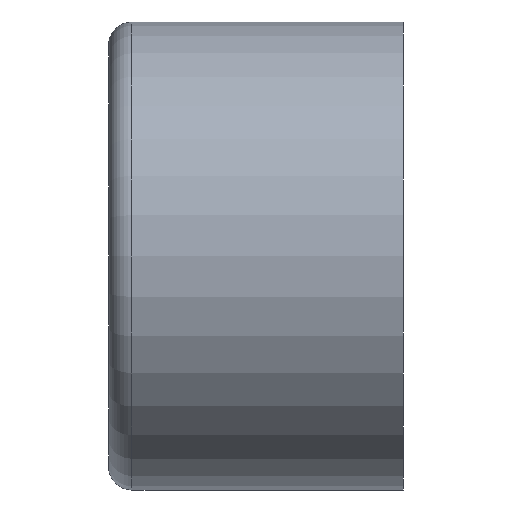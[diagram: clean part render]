
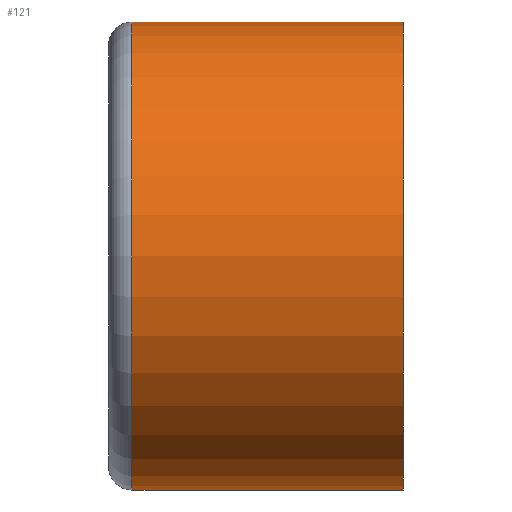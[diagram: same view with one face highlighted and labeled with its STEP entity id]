
A CAD part, front view. The second image highlights one B-rep face of the part: STEP entity #121.
In plain terms, the highlighted cylindrical face has radius 50 mm (diameter 100 mm), a partial arc.
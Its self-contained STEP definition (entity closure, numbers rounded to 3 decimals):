
#16 = CARTESIAN_POINT ( 'NONE',  ( 55., 0., 0. ) ) ;
#17 = CIRCLE ( 'NONE', #72, 50. ) ;
#22 = CARTESIAN_POINT ( 'NONE',  ( -3., 0., 0. ) ) ;
#32 = VERTEX_POINT ( 'NONE', #390 ) ;
#49 = AXIS2_PLACEMENT_3D ( 'NONE', #16, #116, #153 ) ;
#67 = ORIENTED_EDGE ( 'NONE', *, *, #414, .F. ) ;
#68 = DIRECTION ( 'NONE',  ( 1., 0., 0. ) ) ;
#72 = AXIS2_PLACEMENT_3D ( 'NONE', #113, #68, #259 ) ;
#84 = CARTESIAN_POINT ( 'NONE',  ( 55., 0., 50. ) ) ;
#111 = DIRECTION ( 'NONE',  ( 0., 0., 1. ) ) ;
#113 = CARTESIAN_POINT ( 'NONE',  ( 55., 0., 0. ) ) ;
#116 = DIRECTION ( 'NONE',  ( -1., 0., 0. ) ) ;
#119 = VECTOR ( 'NONE', #364, 1000. ) ;
#121 = ADVANCED_FACE ( 'NONE', ( #205 ), #269, .T. ) ;
#127 = VERTEX_POINT ( 'NONE', #408 ) ;
#149 = CIRCLE ( 'NONE', #225, 50. ) ;
#153 = DIRECTION ( 'NONE',  ( 0., 0., 1. ) ) ;
#160 = ORIENTED_EDGE ( 'NONE', *, *, #404, .F. ) ;
#164 = VECTOR ( 'NONE', #403, 1000. ) ;
#173 = DIRECTION ( 'NONE',  ( 1., 0., 0. ) ) ;
#205 = FACE_OUTER_BOUND ( 'NONE', #289, .T. ) ;
#225 = AXIS2_PLACEMENT_3D ( 'NONE', #22, #173, #111 ) ;
#227 = LINE ( 'NONE', #401, #164 ) ;
#235 = CARTESIAN_POINT ( 'NONE',  ( -3., 0., -50. ) ) ;
#242 = EDGE_CURVE ( 'NONE', #32, #127, #372, .T. ) ;
#259 = DIRECTION ( 'NONE',  ( 0., 0., -1. ) ) ;
#262 = EDGE_CURVE ( 'NONE', #127, #287, #149, .T. ) ;
#269 = CYLINDRICAL_SURFACE ( 'NONE', #49, 50. ) ;
#281 = ORIENTED_EDGE ( 'NONE', *, *, #262, .T. ) ;
#287 = VERTEX_POINT ( 'NONE', #235 ) ;
#289 = EDGE_LOOP ( 'NONE', ( #160, #67, #421, #281 ) ) ;
#290 = CARTESIAN_POINT ( 'NONE',  ( 55., 0., -50. ) ) ;
#364 = DIRECTION ( 'NONE',  ( -1., 0., 0. ) ) ;
#372 = LINE ( 'NONE', #84, #119 ) ;
#381 = VERTEX_POINT ( 'NONE', #290 ) ;
#390 = CARTESIAN_POINT ( 'NONE',  ( 55., 0., 50. ) ) ;
#401 = CARTESIAN_POINT ( 'NONE',  ( 55., 0., -50. ) ) ;
#403 = DIRECTION ( 'NONE',  ( -1., 0., 0. ) ) ;
#404 = EDGE_CURVE ( 'NONE', #381, #287, #227, .T. ) ;
#408 = CARTESIAN_POINT ( 'NONE',  ( -3., 0., 50. ) ) ;
#414 = EDGE_CURVE ( 'NONE', #32, #381, #17, .T. ) ;
#421 = ORIENTED_EDGE ( 'NONE', *, *, #242, .T. ) ;
